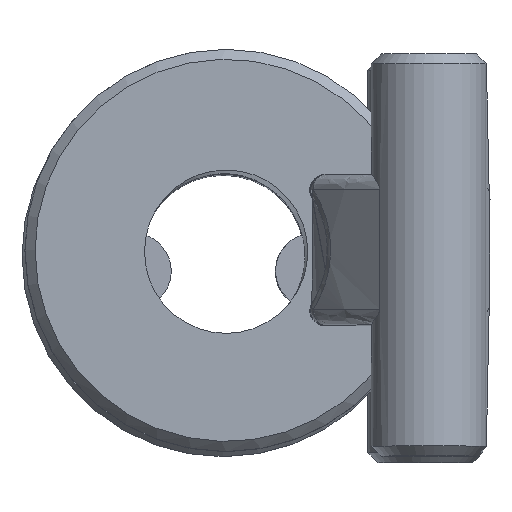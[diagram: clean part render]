
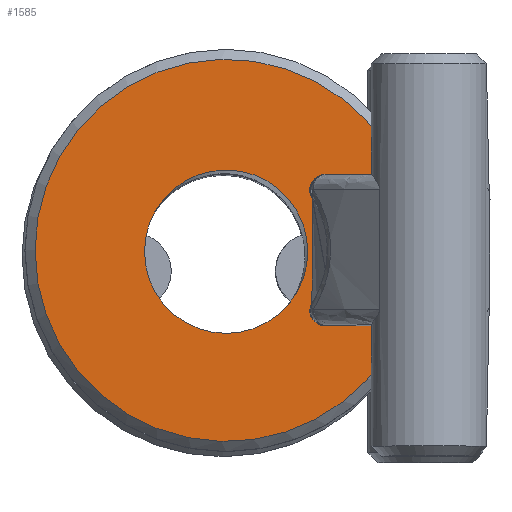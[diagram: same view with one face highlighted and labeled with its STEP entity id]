
A CAD part, top view. The second image highlights one B-rep face of the part: STEP entity #1585.
In plain terms, the highlighted planar face has unit normal (0.005, 0.004, 1).
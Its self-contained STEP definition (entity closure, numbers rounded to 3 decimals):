
#57=FACE_BOUND('',#543,.T.);
#123=B_SPLINE_CURVE_WITH_KNOTS('',3,(#5236,#5237,#5238,#5239,#5240,#5241),
 .UNSPECIFIED.,.F.,.F.,(4,1,1,4),(-0.064,-0.046,
-0.027,0.),.UNSPECIFIED.);
#124=B_SPLINE_CURVE_WITH_KNOTS('',3,(#5242,#5243,#5244,#5245,#5246,#5247,
#5248),.UNSPECIFIED.,.F.,.F.,(4,2,1,4),(-1.,-0.909,
-0.868,-0.37),.UNSPECIFIED.);
#125=B_SPLINE_CURVE_WITH_KNOTS('',3,(#5250,#5251,#5252,#5253,#5254,#5255,
#5256,#5257),.UNSPECIFIED.,.F.,.F.,(4,2,2,4),(-0.628,-0.091,
-0.009,0.),.UNSPECIFIED.);
#126=B_SPLINE_CURVE_WITH_KNOTS('',3,(#5258,#5259,#5260,#5261,#5262,#5263,
#5264,#5265,#5266,#5267),.UNSPECIFIED.,.F.,.F.,(4,2,2,2,4),(0.,
0.25,0.5,0.75,1.),
 .UNSPECIFIED.);
#338=CIRCLE('',#1661,3.8);
#339=CIRCLE('',#1664,3.8);
#344=CIRCLE('',#1683,1.624);
#377=CIRCLE('',#1764,2.);
#444=FACE_OUTER_BOUND('',#542,.T.);
#542=EDGE_LOOP('',(#1380,#1381,#1382,#1383,#1384,#1385,#1386));
#543=EDGE_LOOP('',(#1387));
#637=VERTEX_POINT('',#2320);
#638=VERTEX_POINT('',#2322);
#640=VERTEX_POINT('',#2326);
#662=VERTEX_POINT('',#2542);
#744=VERTEX_POINT('',#5232);
#745=VERTEX_POINT('',#5233);
#746=VERTEX_POINT('',#5235);
#747=VERTEX_POINT('',#5249);
#801=EDGE_CURVE('',#638,#637,#338,.T.);
#804=EDGE_CURVE('',#637,#640,#339,.T.);
#836=EDGE_CURVE('',#662,#662,#344,.F.);
#968=EDGE_CURVE('',#744,#745,#377,.T.);
#969=EDGE_CURVE('',#744,#746,#123,.T.);
#970=EDGE_CURVE('',#638,#746,#124,.T.);
#971=EDGE_CURVE('',#747,#640,#125,.T.);
#972=EDGE_CURVE('',#747,#745,#126,.T.);
#1380=ORIENTED_EDGE('',*,*,#968,.F.);
#1381=ORIENTED_EDGE('',*,*,#969,.T.);
#1382=ORIENTED_EDGE('',*,*,#970,.F.);
#1383=ORIENTED_EDGE('',*,*,#801,.T.);
#1384=ORIENTED_EDGE('',*,*,#804,.T.);
#1385=ORIENTED_EDGE('',*,*,#971,.F.);
#1386=ORIENTED_EDGE('',*,*,#972,.T.);
#1387=ORIENTED_EDGE('',*,*,#836,.T.);
#1511=PLANE('',#1763);
#1585=ADVANCED_FACE('',(#444,#57),#1511,.F.);
#1661=AXIS2_PLACEMENT_3D('',#2323,#1867,#1868);
#1664=AXIS2_PLACEMENT_3D('',#2328,#1873,#1874);
#1683=AXIS2_PLACEMENT_3D('',#2544,#1916,#1917);
#1763=AXIS2_PLACEMENT_3D('',#5231,#2120,#2121);
#1764=AXIS2_PLACEMENT_3D('',#5234,#2122,#2123);
#1867=DIRECTION('center_axis',(0.005,0.004,
1.));
#1868=DIRECTION('ref_axis',(1.,0.,-0.005));
#1873=DIRECTION('center_axis',(0.005,0.004,
1.));
#1874=DIRECTION('ref_axis',(1.,0.,-0.005));
#1916=DIRECTION('center_axis',(0.005,0.004,
1.));
#1917=DIRECTION('ref_axis',(0.,1.,-0.004));
#2120=DIRECTION('center_axis',(-0.005,-0.004,
-1.));
#2121=DIRECTION('ref_axis',(-1.,0.,0.005));
#2122=DIRECTION('center_axis',(-0.005,-0.004,
-1.));
#2123=DIRECTION('ref_axis',(0.,1.,-0.004));
#2320=CARTESIAN_POINT('',(-3.689,0.088,26.138));
#2322=CARTESIAN_POINT('',(3.615,1.559,26.098));
#2323=CARTESIAN_POINT('Origin',(0.111,0.088,26.12));
#2326=CARTESIAN_POINT('',(3.615,-1.383,26.111));
#2328=CARTESIAN_POINT('Origin',(0.111,0.088,26.12));
#2542=CARTESIAN_POINT('',(0.111,-1.562,26.128));
#2544=CARTESIAN_POINT('Origin',(0.111,0.062,26.12));
#5231=CARTESIAN_POINT('Origin',(0.111,0.088,26.12));
#5232=CARTESIAN_POINT('',(1.817,1.132,26.108));
#5233=CARTESIAN_POINT('',(1.819,-0.952,26.117));
#5234=CARTESIAN_POINT('Origin',(0.111,0.088,26.12));
#5235=CARTESIAN_POINT('',(2.073,1.588,26.105));
#5236=CARTESIAN_POINT('Ctrl Pts',(1.817,1.132,26.108));
#5237=CARTESIAN_POINT('Ctrl Pts',(1.785,1.183,26.108));
#5238=CARTESIAN_POINT('Ctrl Pts',(1.755,1.306,26.107));
#5239=CARTESIAN_POINT('Ctrl Pts',(1.832,1.514,26.106));
#5240=CARTESIAN_POINT('Ctrl Pts',(1.982,1.588,26.105));
#5241=CARTESIAN_POINT('Ctrl Pts',(2.073,1.588,26.105));
#5242=CARTESIAN_POINT('Ctrl Pts',(3.615,1.559,26.098));
#5243=CARTESIAN_POINT('Ctrl Pts',(3.543,1.578,26.098));
#5244=CARTESIAN_POINT('Ctrl Pts',(3.468,1.588,26.098));
#5245=CARTESIAN_POINT('Ctrl Pts',(3.36,1.588,26.099));
#5246=CARTESIAN_POINT('Ctrl Pts',(2.92,1.588,26.101));
#5247=CARTESIAN_POINT('Ctrl Pts',(2.48,1.588,26.103));
#5248=CARTESIAN_POINT('Ctrl Pts',(2.073,1.588,26.105));
#5249=CARTESIAN_POINT('',(2.077,-1.412,26.118));
#5250=CARTESIAN_POINT('Ctrl Pts',(2.077,-1.412,26.118));
#5251=CARTESIAN_POINT('Ctrl Pts',(2.516,-1.412,26.116));
#5252=CARTESIAN_POINT('Ctrl Pts',(2.955,-1.412,26.114));
#5253=CARTESIAN_POINT('Ctrl Pts',(3.46,-1.412,26.112));
#5254=CARTESIAN_POINT('Ctrl Pts',(3.527,-1.404,26.111));
#5255=CARTESIAN_POINT('Ctrl Pts',(3.6,-1.387,26.111));
#5256=CARTESIAN_POINT('Ctrl Pts',(3.607,-1.385,26.111));
#5257=CARTESIAN_POINT('Ctrl Pts',(3.615,-1.383,26.111));
#5258=CARTESIAN_POINT('Ctrl Pts',(2.077,-1.412,26.118));
#5259=CARTESIAN_POINT('Ctrl Pts',(2.024,-1.412,26.118));
#5260=CARTESIAN_POINT('Ctrl Pts',(1.971,-1.397,26.119));
#5261=CARTESIAN_POINT('Ctrl Pts',(1.879,-1.344,26.119));
#5262=CARTESIAN_POINT('Ctrl Pts',(1.84,-1.304,26.119));
#5263=CARTESIAN_POINT('Ctrl Pts',(1.787,-1.211,26.119));
#5264=CARTESIAN_POINT('Ctrl Pts',(1.774,-1.158,26.118));
#5265=CARTESIAN_POINT('Ctrl Pts',(1.776,-1.051,26.118));
#5266=CARTESIAN_POINT('Ctrl Pts',(1.791,-0.998,26.118));
#5267=CARTESIAN_POINT('Ctrl Pts',(1.819,-0.952,26.117));
